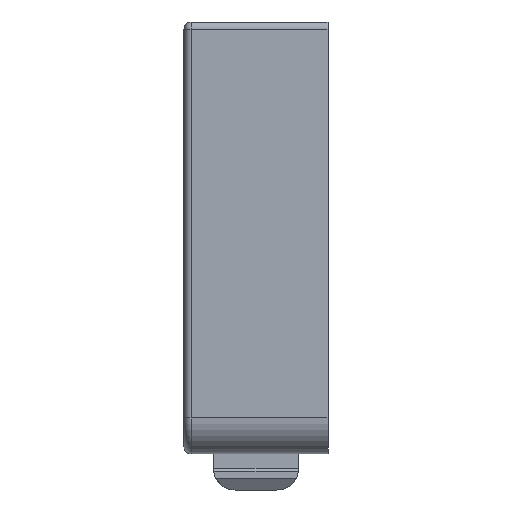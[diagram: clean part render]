
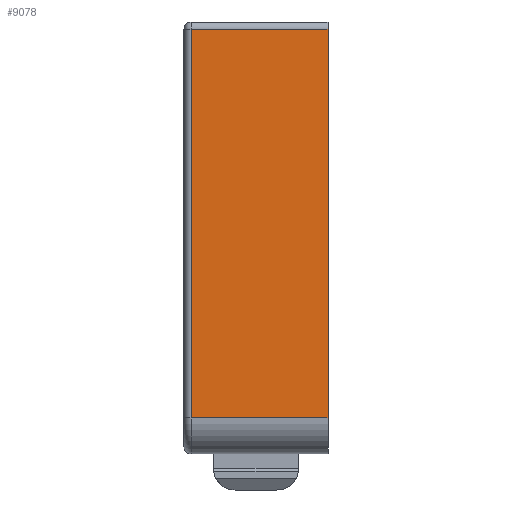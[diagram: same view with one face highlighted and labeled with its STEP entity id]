
A CAD part, left-side view. The second image highlights one B-rep face of the part: STEP entity #9078.
In plain terms, the highlighted planar face has unit normal (-1, 0, 0).
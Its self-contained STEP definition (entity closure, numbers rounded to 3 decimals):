
#1739 = ORIENTED_EDGE ( 'NONE', *, *, #4578, .F. ) ;
#1740 = ORIENTED_EDGE ( 'NONE', *, *, #4523, .T. ) ;
#1741 = ORIENTED_EDGE ( 'NONE', *, *, #4522, .T. ) ;
#1743 = ORIENTED_EDGE ( 'NONE', *, *, #4521, .T. ) ;
#2804 = CARTESIAN_POINT ( 'NONE',  ( -49.5, -10., 5. ) ) ;
#3772 = CARTESIAN_POINT ( 'NONE',  ( -49.5, -10., 58.999 ) ) ;
#3926 = CARTESIAN_POINT ( 'NONE',  ( -49.5, 9., 58.999 ) ) ;
#4095 = CARTESIAN_POINT ( 'NONE',  ( -49.5, 9., 5. ) ) ;
#4521 = EDGE_CURVE ( 'NONE', #12193, #12311, #10153, .T. ) ;
#4522 = EDGE_CURVE ( 'NONE', #12032, #12193, #10151, .T. ) ;
#4523 = EDGE_CURVE ( 'NONE', #11886, #12032, #10156, .T. ) ;
#4578 = EDGE_CURVE ( 'NONE', #11886, #12311, #10249, .T. ) ;
#7360 = CARTESIAN_POINT ( 'NONE',  ( -49.5, 10., 0. ) ) ;
#7367 = PLANE ( 'NONE',  #7698 ) ;
#7369 = DIRECTION ( 'NONE',  ( 1., 0., 0. ) ) ;
#7370 = DIRECTION ( 'NONE',  ( 0., 0., -1. ) ) ;
#7698 = AXIS2_PLACEMENT_3D ( 'NONE', #7360, #7369, #7370 ) ;
#8796 = DIRECTION ( 'NONE',  ( 0., -1., 0. ) ) ;
#8802 = CARTESIAN_POINT ( 'NONE',  ( -49.5, 10., 5. ) ) ;
#8805 = CARTESIAN_POINT ( 'NONE',  ( -49.5, 9., 0. ) ) ;
#8810 = DIRECTION ( 'NONE',  ( 0., 0., -1. ) ) ;
#8811 = CARTESIAN_POINT ( 'NONE',  ( -49.5, 9., 58.999 ) ) ;
#8812 = DIRECTION ( 'NONE',  ( 0., 1., 0. ) ) ;
#9078 = ADVANCED_FACE ( 'NONE', ( #11185 ), #7367, .F. ) ;
#10151 = LINE ( 'NONE', #8805, #10157 ) ;
#10153 = LINE ( 'NONE', #8802, #10155 ) ;
#10155 = VECTOR ( 'NONE', #8796, 1000. ) ;
#10156 = LINE ( 'NONE', #8811, #10159 ) ;
#10157 = VECTOR ( 'NONE', #8810, 1000. ) ;
#10159 = VECTOR ( 'NONE', #8812, 1000. ) ;
#10249 = LINE ( 'NONE', #13937, #10251 ) ;
#10251 = VECTOR ( 'NONE', #13938, 1000. ) ;
#11185 = FACE_OUTER_BOUND ( 'NONE', #12988, .T. ) ;
#11886 = VERTEX_POINT ( 'NONE', #3772 ) ;
#12032 = VERTEX_POINT ( 'NONE', #3926 ) ;
#12193 = VERTEX_POINT ( 'NONE', #4095 ) ;
#12311 = VERTEX_POINT ( 'NONE', #2804 ) ;
#12988 = EDGE_LOOP ( 'NONE', ( #1739, #1740, #1741, #1743 ) ) ;
#13937 = CARTESIAN_POINT ( 'NONE',  ( -49.5, -10., 0. ) ) ;
#13938 = DIRECTION ( 'NONE',  ( 0., 0., -1. ) ) ;
